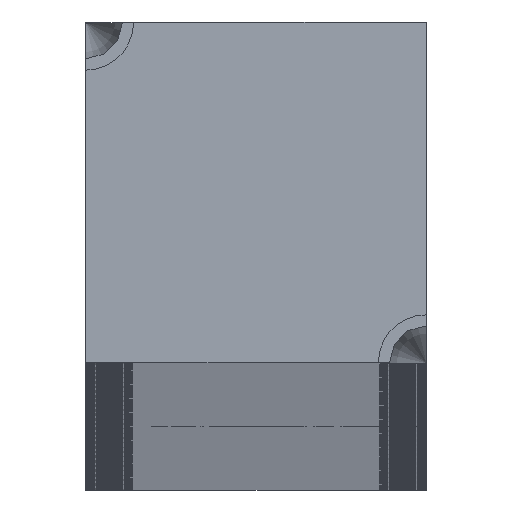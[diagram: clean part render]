
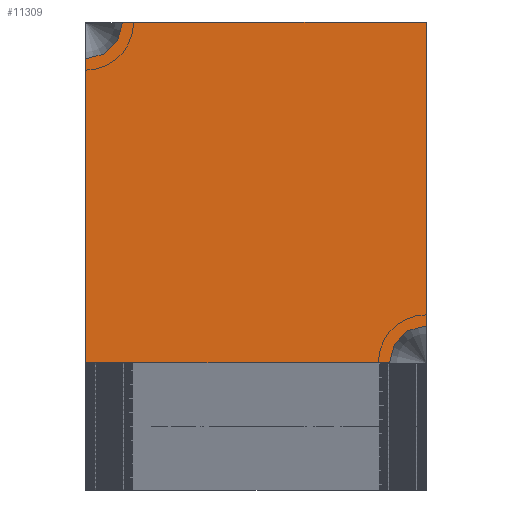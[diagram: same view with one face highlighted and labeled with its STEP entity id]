
A CAD part, top view. The second image highlights one B-rep face of the part: STEP entity #11309.
In plain terms, the highlighted planar face has unit normal (0, 0, 1).
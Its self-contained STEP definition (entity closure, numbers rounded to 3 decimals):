
#420 = FACE_OUTER_BOUND ( 'NONE', #13910, .T. ) ;
#1581 = VERTEX_POINT ( 'NONE', #21939 ) ;
#2176 = DIRECTION ( 'NONE',  ( 0., 1., 0. ) ) ;
#2743 = DIRECTION ( 'NONE',  ( 0., 0., -1. ) ) ;
#2759 = DIRECTION ( 'NONE',  ( 0., -1., 0. ) ) ;
#3342 = AXIS2_PLACEMENT_3D ( 'NONE', #18546, #2743, #18367 ) ;
#4025 = CARTESIAN_POINT ( 'NONE',  ( 7., -7., 1500. ) ) ;
#4680 = EDGE_CURVE ( 'NONE', #9093, #7696, #24387, .T. ) ;
#5099 = CARTESIAN_POINT ( 'NONE',  ( 5.485, -7., 1500. ) ) ;
#6297 = CARTESIAN_POINT ( 'NONE',  ( 7., 7., 1500. ) ) ;
#6986 = VECTOR ( 'NONE', #7996, 1000. ) ;
#7696 = VERTEX_POINT ( 'NONE', #24570 ) ;
#7996 = DIRECTION ( 'NONE',  ( -1., 0., 0. ) ) ;
#8406 = VERTEX_POINT ( 'NONE', #18078 ) ;
#8677 = VECTOR ( 'NONE', #2176, 1000. ) ;
#8855 = PLANE ( 'NONE',  #13892 ) ;
#9093 = VERTEX_POINT ( 'NONE', #18740 ) ;
#9444 = EDGE_CURVE ( 'NONE', #7696, #12234, #24366, .T. ) ;
#9667 = ORIENTED_EDGE ( 'NONE', *, *, #16700, .T. ) ;
#9737 = ORIENTED_EDGE ( 'NONE', *, *, #4680, .T. ) ;
#10017 = VECTOR ( 'NONE', #22482, 1000. ) ;
#10522 = CARTESIAN_POINT ( 'NONE',  ( -7., 7., 1500. ) ) ;
#11175 = CIRCLE ( 'NONE', #19521, 1.515 ) ;
#11309 = ADVANCED_FACE ( 'NONE', ( #420 ), #8855, .T. ) ;
#12234 = VERTEX_POINT ( 'NONE', #16072 ) ;
#12456 = CARTESIAN_POINT ( 'NONE',  ( -7., -7., 1500. ) ) ;
#13317 = EDGE_CURVE ( 'NONE', #8406, #1581, #25532, .T. ) ;
#13892 = AXIS2_PLACEMENT_3D ( 'NONE', #15053, #20806, #17079 ) ;
#13910 = EDGE_LOOP ( 'NONE', ( #17698, #17092, #17791, #9667, #9737, #20539 ) ) ;
#14114 = EDGE_CURVE ( 'NONE', #21073, #8406, #11175, .T. ) ;
#15053 = CARTESIAN_POINT ( 'NONE',  ( 0., 0., 1500. ) ) ;
#16072 = CARTESIAN_POINT ( 'NONE',  ( -7., -7., 1500. ) ) ;
#16700 = EDGE_CURVE ( 'NONE', #1581, #9093, #17616, .T. ) ;
#17079 = DIRECTION ( 'NONE',  ( 1., 0., 0. ) ) ;
#17092 = ORIENTED_EDGE ( 'NONE', *, *, #14114, .T. ) ;
#17616 = LINE ( 'NONE', #20141, #6986 ) ;
#17698 = ORIENTED_EDGE ( 'NONE', *, *, #23757, .T. ) ;
#17791 = ORIENTED_EDGE ( 'NONE', *, *, #13317, .T. ) ;
#18078 = CARTESIAN_POINT ( 'NONE',  ( 7., -5.485, 1500. ) ) ;
#18367 = DIRECTION ( 'NONE',  ( 1., 0., 0. ) ) ;
#18546 = CARTESIAN_POINT ( 'NONE',  ( -7., 7., 1500. ) ) ;
#18740 = CARTESIAN_POINT ( 'NONE',  ( -5.485, 7., 1500. ) ) ;
#19109 = VECTOR ( 'NONE', #2759, 1000. ) ;
#19521 = AXIS2_PLACEMENT_3D ( 'NONE', #4025, #24000, #23918 ) ;
#20141 = CARTESIAN_POINT ( 'NONE',  ( -7., 7., 1500. ) ) ;
#20539 = ORIENTED_EDGE ( 'NONE', *, *, #9444, .T. ) ;
#20806 = DIRECTION ( 'NONE',  ( 0., 0., 1. ) ) ;
#21073 = VERTEX_POINT ( 'NONE', #5099 ) ;
#21939 = CARTESIAN_POINT ( 'NONE',  ( 7., 7., 1500. ) ) ;
#22482 = DIRECTION ( 'NONE',  ( 1., 0., 0. ) ) ;
#22821 = LINE ( 'NONE', #12456, #10017 ) ;
#23757 = EDGE_CURVE ( 'NONE', #12234, #21073, #22821, .T. ) ;
#23918 = DIRECTION ( 'NONE',  ( 1., 0., 0. ) ) ;
#24000 = DIRECTION ( 'NONE',  ( 0., 0., -1. ) ) ;
#24366 = LINE ( 'NONE', #10522, #19109 ) ;
#24387 = CIRCLE ( 'NONE', #3342, 1.515 ) ;
#24570 = CARTESIAN_POINT ( 'NONE',  ( -7., 5.485, 1500. ) ) ;
#25532 = LINE ( 'NONE', #6297, #8677 ) ;
